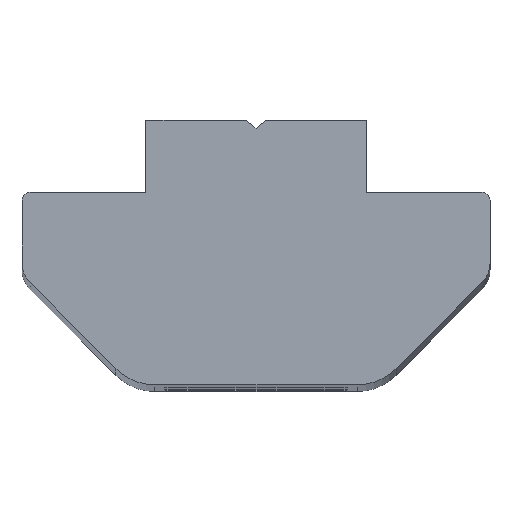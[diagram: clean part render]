
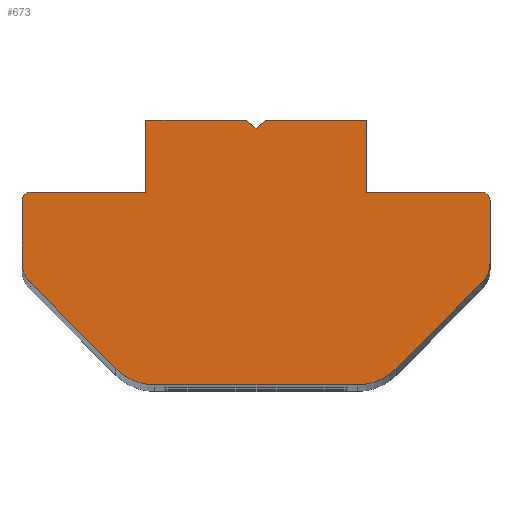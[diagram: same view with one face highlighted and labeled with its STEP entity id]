
A CAD part, top view. The second image highlights one B-rep face of the part: STEP entity #673.
In plain terms, the highlighted planar face has unit normal (0, 0, 1).
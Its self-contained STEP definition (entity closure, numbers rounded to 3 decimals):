
#18=LINE('',#1021,#75);
#24=LINE('',#1031,#81);
#30=LINE('',#1043,#87);
#38=LINE('',#1058,#95);
#41=LINE('',#1066,#98);
#44=LINE('',#1072,#101);
#48=LINE('',#1084,#105);
#52=LINE('',#1096,#109);
#56=LINE('',#1108,#113);
#60=LINE('',#1120,#117);
#64=LINE('',#1132,#121);
#68=LINE('',#1144,#125);
#71=LINE('',#1148,#128);
#75=VECTOR('',#820,3.674);
#81=VECTOR('',#828,0.428);
#87=VECTOR('',#842,0.44);
#95=VECTOR('',#858,3.659);
#98=VECTOR('',#867,2.602);
#101=VECTOR('',#872,4.203);
#105=VECTOR('',#884,2.288);
#109=VECTOR('',#896,4.418);
#113=VECTOR('',#908,7.349);
#117=VECTOR('',#920,4.418);
#121=VECTOR('',#932,2.288);
#125=VECTOR('',#944,4.203);
#128=VECTOR('',#949,2.602);
#151=PLANE('',#748);
#192=FACE_OUTER_BOUND('',#233,.T.);
#233=EDGE_LOOP('',(#612,#613,#614,#615,#616,#617,#618,#619,#620,#621,#622,
#623,#624,#625,#626,#627,#628,#629,#630));
#263=CIRCLE('',#724,0.3);
#265=CIRCLE('',#728,1.001);
#267=CIRCLE('',#732,2.002);
#269=CIRCLE('',#736,2.002);
#271=CIRCLE('',#740,1.001);
#273=CIRCLE('',#744,0.3);
#302=VERTEX_POINT('',#1018);
#303=VERTEX_POINT('',#1020);
#306=VERTEX_POINT('',#1029);
#308=VERTEX_POINT('',#1041);
#311=VERTEX_POINT('',#1056);
#313=VERTEX_POINT('',#1065);
#315=VERTEX_POINT('',#1071);
#317=VERTEX_POINT('',#1077);
#319=VERTEX_POINT('',#1083);
#321=VERTEX_POINT('',#1089);
#323=VERTEX_POINT('',#1095);
#325=VERTEX_POINT('',#1101);
#327=VERTEX_POINT('',#1107);
#329=VERTEX_POINT('',#1113);
#331=VERTEX_POINT('',#1119);
#333=VERTEX_POINT('',#1125);
#335=VERTEX_POINT('',#1131);
#337=VERTEX_POINT('',#1137);
#339=VERTEX_POINT('',#1143);
#371=EDGE_CURVE('',#303,#302,#18,.T.);
#377=EDGE_CURVE('',#302,#306,#24,.T.);
#383=EDGE_CURVE('',#306,#308,#30,.T.);
#391=EDGE_CURVE('',#308,#311,#38,.T.);
#394=EDGE_CURVE('',#313,#303,#41,.T.);
#397=EDGE_CURVE('',#315,#313,#44,.T.);
#400=EDGE_CURVE('',#317,#315,#263,.T.);
#403=EDGE_CURVE('',#319,#317,#48,.T.);
#406=EDGE_CURVE('',#321,#319,#265,.T.);
#409=EDGE_CURVE('',#323,#321,#52,.T.);
#412=EDGE_CURVE('',#325,#323,#267,.T.);
#415=EDGE_CURVE('',#327,#325,#56,.T.);
#418=EDGE_CURVE('',#329,#327,#269,.T.);
#421=EDGE_CURVE('',#331,#329,#60,.T.);
#424=EDGE_CURVE('',#333,#331,#271,.T.);
#427=EDGE_CURVE('',#335,#333,#64,.T.);
#430=EDGE_CURVE('',#337,#335,#273,.T.);
#433=EDGE_CURVE('',#339,#337,#68,.T.);
#436=EDGE_CURVE('',#311,#339,#71,.T.);
#612=ORIENTED_EDGE('',*,*,#436,.T.);
#613=ORIENTED_EDGE('',*,*,#433,.T.);
#614=ORIENTED_EDGE('',*,*,#430,.T.);
#615=ORIENTED_EDGE('',*,*,#427,.T.);
#616=ORIENTED_EDGE('',*,*,#424,.T.);
#617=ORIENTED_EDGE('',*,*,#421,.T.);
#618=ORIENTED_EDGE('',*,*,#418,.T.);
#619=ORIENTED_EDGE('',*,*,#415,.T.);
#620=ORIENTED_EDGE('',*,*,#412,.T.);
#621=ORIENTED_EDGE('',*,*,#409,.T.);
#622=ORIENTED_EDGE('',*,*,#406,.T.);
#623=ORIENTED_EDGE('',*,*,#403,.T.);
#624=ORIENTED_EDGE('',*,*,#400,.T.);
#625=ORIENTED_EDGE('',*,*,#397,.T.);
#626=ORIENTED_EDGE('',*,*,#394,.T.);
#627=ORIENTED_EDGE('',*,*,#371,.T.);
#628=ORIENTED_EDGE('',*,*,#377,.T.);
#629=ORIENTED_EDGE('',*,*,#383,.T.);
#630=ORIENTED_EDGE('',*,*,#391,.T.);
#673=ADVANCED_FACE('',(#192),#151,.T.);
#724=AXIS2_PLACEMENT_3D('',#1078,#878,#879);
#728=AXIS2_PLACEMENT_3D('',#1090,#890,#891);
#732=AXIS2_PLACEMENT_3D('',#1102,#902,#903);
#736=AXIS2_PLACEMENT_3D('',#1114,#914,#915);
#740=AXIS2_PLACEMENT_3D('',#1126,#926,#927);
#744=AXIS2_PLACEMENT_3D('',#1138,#938,#939);
#748=AXIS2_PLACEMENT_3D('',#1150,#952,#953);
#820=DIRECTION('',(-1.,0.,0.));
#828=DIRECTION('',(-0.767,-0.641,0.));
#842=DIRECTION('',(-0.781,0.624,0.));
#858=DIRECTION('',(-1.,0.,0.));
#867=DIRECTION('',(0.,1.,0.));
#872=DIRECTION('',(-1.,0.,0.));
#878=DIRECTION('center_axis',(0.,0.,1.));
#879=DIRECTION('ref_axis',(-1.,0.,0.));
#884=DIRECTION('',(0.,1.,0.));
#890=DIRECTION('center_axis',(0.,0.,1.));
#891=DIRECTION('ref_axis',(-0.707,0.707,0.));
#896=DIRECTION('',(0.707,0.707,0.));
#902=DIRECTION('center_axis',(0.,0.,1.));
#903=DIRECTION('ref_axis',(0.,1.,0.));
#908=DIRECTION('',(1.,0.,0.));
#914=DIRECTION('center_axis',(0.,0.,1.));
#915=DIRECTION('ref_axis',(0.707,0.707,0.));
#920=DIRECTION('',(0.707,-0.707,0.));
#926=DIRECTION('center_axis',(0.,0.,1.));
#927=DIRECTION('ref_axis',(1.,0.,0.));
#932=DIRECTION('',(0.,-1.,0.));
#938=DIRECTION('center_axis',(0.,0.,1.));
#939=DIRECTION('ref_axis',(0.,-1.,0.));
#944=DIRECTION('',(-1.,0.,0.));
#949=DIRECTION('',(0.,-1.,0.));
#952=DIRECTION('center_axis',(0.,0.,1.));
#953=DIRECTION('ref_axis',(1.,0.,0.));
#1018=CARTESIAN_POINT('',(0.329,0.274,140.));
#1020=CARTESIAN_POINT('',(4.003,0.274,140.));
#1021=CARTESIAN_POINT('',(0.329,0.274,140.));
#1029=CARTESIAN_POINT('',(0.,0.,140.));
#1031=CARTESIAN_POINT('',(0.,0.,140.));
#1041=CARTESIAN_POINT('',(-0.344,0.274,140.));
#1043=CARTESIAN_POINT('',(-0.344,0.274,140.));
#1056=CARTESIAN_POINT('',(-4.003,0.274,140.));
#1058=CARTESIAN_POINT('',(-4.003,0.274,140.));
#1065=CARTESIAN_POINT('',(4.003,-2.328,140.));
#1066=CARTESIAN_POINT('',(4.003,0.274,140.));
#1071=CARTESIAN_POINT('',(8.206,-2.328,140.));
#1072=CARTESIAN_POINT('',(4.003,-2.328,140.));
#1077=CARTESIAN_POINT('',(8.506,-2.628,140.));
#1078=CARTESIAN_POINT('Origin',(8.206,-2.628,140.));
#1083=CARTESIAN_POINT('',(8.506,-4.915,140.));
#1084=CARTESIAN_POINT('',(8.506,-2.628,140.));
#1089=CARTESIAN_POINT('',(8.213,-5.623,140.));
#1090=CARTESIAN_POINT('Origin',(7.506,-4.915,140.));
#1095=CARTESIAN_POINT('',(5.09,-8.747,140.));
#1096=CARTESIAN_POINT('',(8.213,-5.623,140.));
#1101=CARTESIAN_POINT('',(3.674,-9.333,140.));
#1102=CARTESIAN_POINT('Origin',(3.674,-7.331,140.));
#1107=CARTESIAN_POINT('',(-3.674,-9.333,140.));
#1108=CARTESIAN_POINT('',(3.674,-9.333,140.));
#1113=CARTESIAN_POINT('',(-5.09,-8.747,140.));
#1114=CARTESIAN_POINT('Origin',(-3.674,-7.331,140.));
#1119=CARTESIAN_POINT('',(-8.213,-5.623,140.));
#1120=CARTESIAN_POINT('',(-5.09,-8.747,140.));
#1125=CARTESIAN_POINT('',(-8.506,-4.915,140.));
#1126=CARTESIAN_POINT('Origin',(-7.506,-4.915,140.));
#1131=CARTESIAN_POINT('',(-8.506,-2.628,140.));
#1132=CARTESIAN_POINT('',(-8.506,-4.915,140.));
#1137=CARTESIAN_POINT('',(-8.206,-2.328,140.));
#1138=CARTESIAN_POINT('Origin',(-8.206,-2.628,140.));
#1143=CARTESIAN_POINT('',(-4.003,-2.328,140.));
#1144=CARTESIAN_POINT('',(-8.206,-2.328,140.));
#1148=CARTESIAN_POINT('',(-4.003,-2.328,140.));
#1150=CARTESIAN_POINT('Origin',(0.,-4.306,140.));
